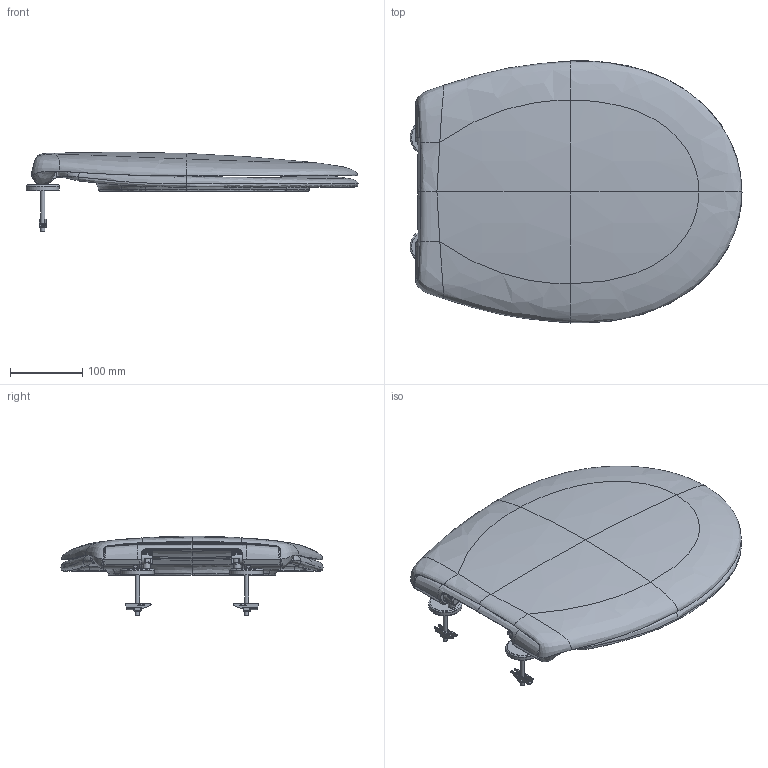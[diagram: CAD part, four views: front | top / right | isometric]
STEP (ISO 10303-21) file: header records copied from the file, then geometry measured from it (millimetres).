
FILE_DESCRIPTION(/* description */ ('Unknown'),/* implementation_level */ '2;1');
FILE_NAME(/* name */ '39493000',/* time_stamp */ '2022-08-29T09:21:11+02:00',/* author */ ('Unknown'),/* organization */ ('GROHE AG'),/* preprocessor_version */ 'ST-DEVELOPER v16.7',/* originating_system */ 'DEX',/* authorisation */ $);
FILE_SCHEMA (('AUTOMOTIVE_DESIGN {1 0 10303 214 3 1 1}'));
Products named in the file (13): 39493000; 10000000024_SWP_000; 10000000025_SWP_000; 10000000145_SWP_000; 10000000146_SWP_000; 10000000342_SWP_000; 10000000344_SWP_000; 10000000382_SWP_000; 10000000383_SWP_000; Dämpfer Ø20 L V.04; Dämpfer Ø20 R V.05; ISH SC 101215_1 Deckel weich Q7; ISH SC 101215_1 Sitz Rundekante Q7
Assembly tree (12 placements, depth 2):
  39493000
    10000000024_SWP_000
    10000000025_SWP_000
    10000000145_SWP_000
    10000000146_SWP_000
    10000000342_SWP_000
    10000000344_SWP_000
    10000000382_SWP_000
    10000000383_SWP_000
    Dämpfer Ø20 L V.04
    Dämpfer Ø20 R V.05
    ISH SC 101215_1 Deckel weich Q7
    ISH SC 101215_1 Sitz Rundekante Q7
Bounding box: 458.62 x 361.98 x 109.94 mm (x, y, z)
Surface area: 533955.4 mm2 (no closed solid volume)
Topology: 0 solids, 28 shells, 692 faces, 2116 edges, 1407 vertices
Faces by surface type: bspline 365, plane 156, cylinder 128, cone 25, torus 18
Full cylindrical faces by diameter (mm): 6 x2, 10 x2, 10.03 x2, 11.95 x2, 17.8 x2, 44.5 x2, 45 x2, 46.2 x2
Entity records: 52359 total; most frequent: CARTESIAN_POINT 36806, ORIENTED_EDGE 3533, EDGE_CURVE 2065, DIRECTION 1905, VERTEX_POINT 1395, B_SPLINE_CURVE_WITH_KNOTS 1195, EDGE_LOOP 774, FACE_BOUND 774
